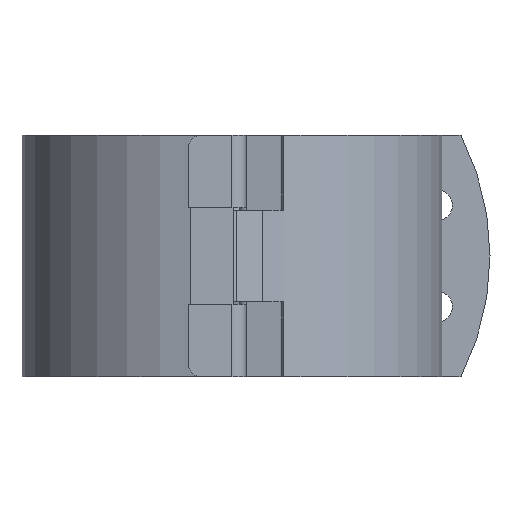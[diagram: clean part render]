
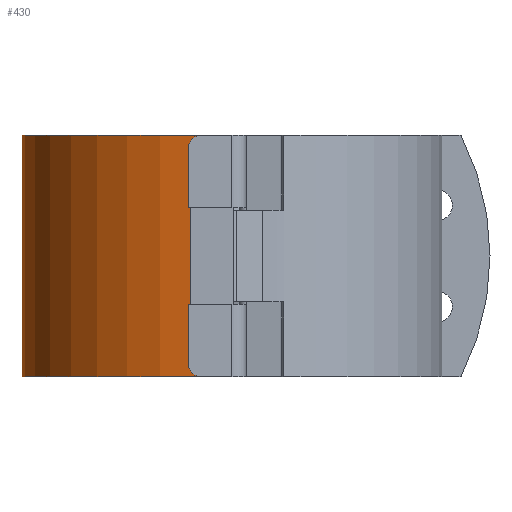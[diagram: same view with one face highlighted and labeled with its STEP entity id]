
A CAD part, front view. The second image highlights one B-rep face of the part: STEP entity #430.
In plain terms, the highlighted cylindrical face has radius 43.5 mm (diameter 87 mm), a partial arc.
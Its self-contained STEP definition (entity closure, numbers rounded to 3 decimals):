
#398 = VERTEX_POINT ( 'NONE', #3274 ) ;
#430 = ADVANCED_FACE ( 'NONE', ( #3346 ), #3312, .T. ) ;
#432 = VERTEX_POINT ( 'NONE', #3325 ) ;
#447 = ORIENTED_EDGE ( 'NONE', *, *, #491, .T. ) ;
#459 = ORIENTED_EDGE ( 'NONE', *, *, #488, .T. ) ;
#460 = EDGE_LOOP ( 'NONE', ( #499, #465, #459, #466, #447, #492 ) ) ;
#465 = ORIENTED_EDGE ( 'NONE', *, *, #484, .T. ) ;
#466 = ORIENTED_EDGE ( 'NONE', *, *, #476, .F. ) ;
#468 = VERTEX_POINT ( 'NONE', #3410 ) ;
#473 = VERTEX_POINT ( 'NONE', #3400 ) ;
#476 = EDGE_CURVE ( 'NONE', #398, #473, #3422, .T. ) ;
#479 = VERTEX_POINT ( 'NONE', #3443 ) ;
#484 = EDGE_CURVE ( 'NONE', #432, #468, #3437, .T. ) ;
#488 = EDGE_CURVE ( 'NONE', #468, #473, #3221, .T. ) ;
#489 = EDGE_CURVE ( 'NONE', #501, #479, #3295, .T. ) ;
#491 = EDGE_CURVE ( 'NONE', #398, #479, #3281, .T. ) ;
#492 = ORIENTED_EDGE ( 'NONE', *, *, #489, .F. ) ;
#499 = ORIENTED_EDGE ( 'NONE', *, *, #500, .F. ) ;
#500 = EDGE_CURVE ( 'NONE', #432, #501, #3467, .T. ) ;
#501 = VERTEX_POINT ( 'NONE', #3463 ) ;
#3221 = CIRCLE ( 'NONE', #3256, 43.5 ) ;
#3227 = DIRECTION ( 'NONE',  ( 0., 0., 1. ) ) ;
#3230 = VECTOR ( 'NONE', #3234, 1000. ) ;
#3234 = DIRECTION ( 'NONE',  ( 0., 0., -1. ) ) ;
#3253 = DIRECTION ( 'NONE',  ( 1., 0., 0. ) ) ;
#3255 = CARTESIAN_POINT ( 'NONE',  ( 0., -52.718, 0. ) ) ;
#3256 = AXIS2_PLACEMENT_3D ( 'NONE', #3255, #3227, #3253 ) ;
#3274 = CARTESIAN_POINT ( 'NONE',  ( 0., -96.218, 15. ) ) ;
#3280 = CARTESIAN_POINT ( 'NONE',  ( 0., -96.218, 50. ) ) ;
#3281 = LINE ( 'NONE', #3280, #3321 ) ;
#3294 = CARTESIAN_POINT ( 'NONE',  ( 0., -96.218, 50. ) ) ;
#3295 = LINE ( 'NONE', #3294, #3230 ) ;
#3312 = CYLINDRICAL_SURFACE ( 'NONE', #3324, 43.5 ) ;
#3321 = VECTOR ( 'NONE', #3338, 1000. ) ;
#3322 = DIRECTION ( 'NONE',  ( -1., 0., 0. ) ) ;
#3323 = DIRECTION ( 'NONE',  ( 0., 0., -1. ) ) ;
#3324 = AXIS2_PLACEMENT_3D ( 'NONE', #3333, #3323, #3322 ) ;
#3325 = CARTESIAN_POINT ( 'NONE',  ( -43.5, -52.718, 50. ) ) ;
#3333 = CARTESIAN_POINT ( 'NONE',  ( 0., -52.718, 50. ) ) ;
#3338 = DIRECTION ( 'NONE',  ( 0., 0., 1. ) ) ;
#3346 = FACE_OUTER_BOUND ( 'NONE', #460, .T. ) ;
#3400 = CARTESIAN_POINT ( 'NONE',  ( 0., -96.218, 0. ) ) ;
#3410 = CARTESIAN_POINT ( 'NONE',  ( -43.5, -52.718, 0. ) ) ;
#3411 = DIRECTION ( 'NONE',  ( 0., 0., -1. ) ) ;
#3412 = VECTOR ( 'NONE', #3411, 1000. ) ;
#3421 = CARTESIAN_POINT ( 'NONE',  ( 0., -96.218, 50. ) ) ;
#3422 = LINE ( 'NONE', #3421, #3412 ) ;
#3435 = VECTOR ( 'NONE', #3451, 1000. ) ;
#3436 = CARTESIAN_POINT ( 'NONE',  ( -43.5, -52.718, 50. ) ) ;
#3437 = LINE ( 'NONE', #3436, #3435 ) ;
#3443 = CARTESIAN_POINT ( 'NONE',  ( 0., -96.218, 35. ) ) ;
#3451 = DIRECTION ( 'NONE',  ( 0., 0., -1. ) ) ;
#3459 = CARTESIAN_POINT ( 'NONE',  ( 0., -52.718, 50. ) ) ;
#3461 = DIRECTION ( 'NONE',  ( 0., 0., 1. ) ) ;
#3463 = CARTESIAN_POINT ( 'NONE',  ( 0., -96.218, 50. ) ) ;
#3467 = CIRCLE ( 'NONE', #3480, 43.5 ) ;
#3477 = DIRECTION ( 'NONE',  ( 1., 0., 0. ) ) ;
#3480 = AXIS2_PLACEMENT_3D ( 'NONE', #3459, #3461, #3477 ) ;
